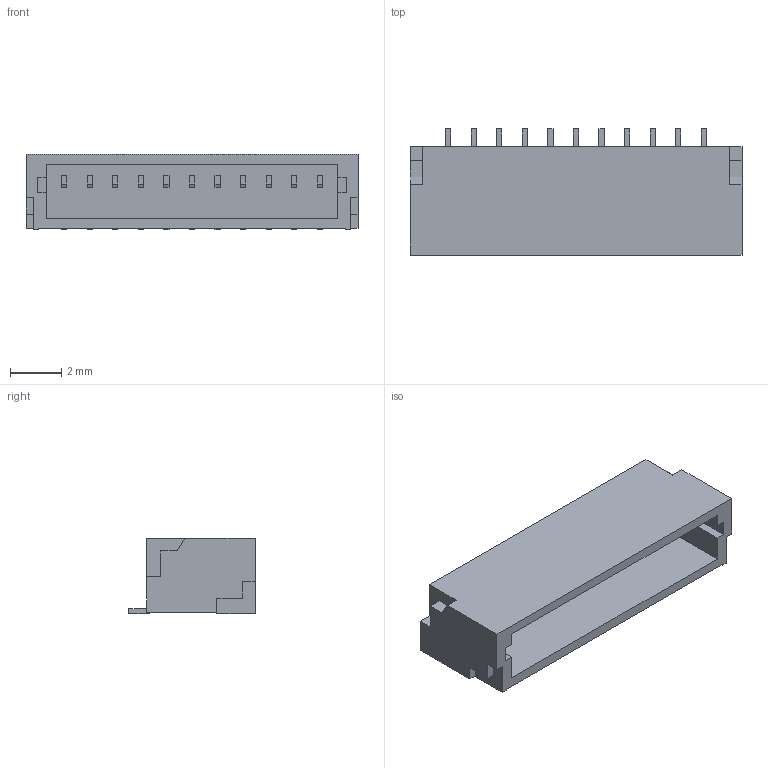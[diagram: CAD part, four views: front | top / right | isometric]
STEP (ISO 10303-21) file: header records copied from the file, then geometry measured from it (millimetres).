
FILE_DESCRIPTION(('FreeCAD Model'),'2;1');
FILE_NAME('SM11B-SRSS.step','2019-06-15T13:40:17',('kicad StepUp'),('ksu MCAD'), 'Open CASCADE STEP processor 7.2','FreeCAD','Unknown');
FILE_SCHEMA(('AUTOMOTIVE_DESIGN { 1 0 10303 214 1 1 1 1 }'));
Length unit declared in the file: millimetre
Products named in the file (1): SM11B-SRSS
Bounding box: 13 x 4.95 x 2.96 mm (x, y, z)
Volume: 87.4 mm3; surface area: 325 mm2
Topology: 1 solids, 1 shells, 166 faces, 454 edges, 302 vertices
Faces by surface type: plane 166
Entity records: 6317 total; most frequent: CARTESIAN_POINT 923, ORIENTED_EDGE 908, DIRECTION 788, EDGE_CURVE 454, LINE 454, VECTOR 454, VERTEX_POINT 302, FACE_BOUND 178
